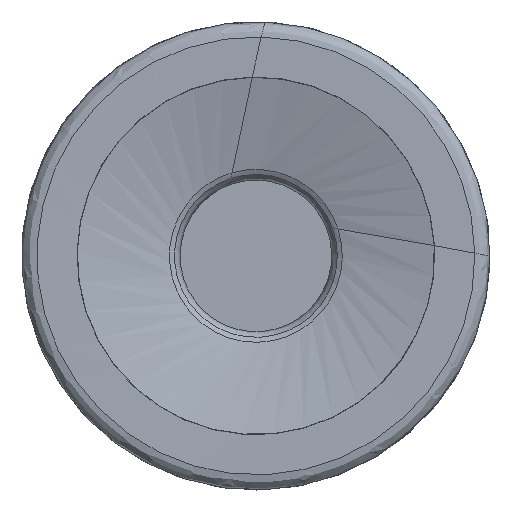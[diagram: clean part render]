
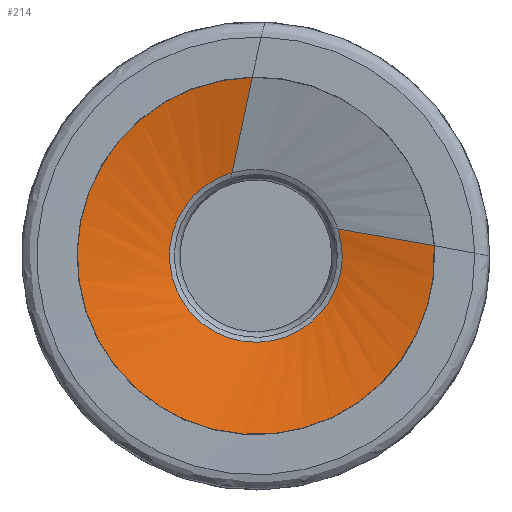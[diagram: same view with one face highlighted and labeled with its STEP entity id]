
A CAD part, left-side view. The second image highlights one B-rep face of the part: STEP entity #214.
In plain terms, the highlighted free-form (B-spline) face has degree [1, 3] with [2, 7] control points.
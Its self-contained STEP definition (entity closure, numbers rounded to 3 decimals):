
#42=LINE('',#1301,#62);
#43=LINE('',#1302,#63);
#62=VECTOR('',#932,1.);
#63=VECTOR('',#933,1.);
#82=(
BOUNDED_SURFACE()
B_SPLINE_SURFACE(1,3,((#1303,#1304,#1305,#1306,#1307,#1308,#1309),(#1310,
#1311,#1312,#1313,#1314,#1315,#1316)),.UNSPECIFIED.,.F.,.F.,.F.)
B_SPLINE_SURFACE_WITH_KNOTS((2,2),(4,3,4),(0.,1.),(0.,0.5,1.),
 .UNSPECIFIED.)
GEOMETRIC_REPRESENTATION_ITEM()
RATIONAL_B_SPLINE_SURFACE(((1.,0.583,0.583,1.,0.583,
0.583,1.),(1.,0.583,0.583,1.,0.583,
0.583,1.)))
REPRESENTATION_ITEM('')
SURFACE()
);
#148=FACE_OUTER_BOUND('',#332,.T.);
#214=ADVANCED_FACE('',(#148),#82,.F.);
#332=EDGE_LOOP('',(#434,#435,#436,#437));
#434=ORIENTED_EDGE('',*,*,#624,.F.);
#435=ORIENTED_EDGE('',*,*,#625,.F.);
#436=ORIENTED_EDGE('',*,*,#621,.T.);
#437=ORIENTED_EDGE('',*,*,#626,.F.);
#560=VERTEX_POINT('',#1266);
#561=VERTEX_POINT('',#1267);
#562=VERTEX_POINT('',#1299);
#563=VERTEX_POINT('',#1300);
#621=EDGE_CURVE('',#560,#561,#689,.T.);
#624=EDGE_CURVE('',#562,#563,#690,.T.);
#625=EDGE_CURVE('',#560,#562,#42,.T.);
#626=EDGE_CURVE('',#563,#561,#43,.T.);
#689=CIRCLE('',#769,2.215);
#690=CIRCLE('',#772,4.578);
#769=AXIS2_PLACEMENT_3D('',#1265,#924,#925);
#772=AXIS2_PLACEMENT_3D('',#1298,#930,#931);
#924=DIRECTION('',(1.,0.,0.));
#925=DIRECTION('',(0.,-0.951,0.31));
#930=DIRECTION('',(1.,0.,0.));
#931=DIRECTION('',(0.,-0.998,0.057));
#932=DIRECTION('',(-0.237,-0.957,-0.165));
#933=DIRECTION('',(0.237,0.2,-0.951));
#1265=CARTESIAN_POINT('',(0.639,0.,0.));
#1266=CARTESIAN_POINT('',(0.639,-2.106,0.687));
#1267=CARTESIAN_POINT('',(0.639,0.609,2.13));
#1298=CARTESIAN_POINT('',(0.028,0.,0.));
#1299=CARTESIAN_POINT('',(0.028,-4.571,0.263));
#1300=CARTESIAN_POINT('',(0.028,0.094,4.577));
#1301=CARTESIAN_POINT('',(0.639,-2.106,0.687));
#1302=CARTESIAN_POINT('',(0.639,0.609,2.13));
#1303=CARTESIAN_POINT('',(0.639,-2.106,0.687));
#1304=CARTESIAN_POINT('',(0.639,-2.835,-1.547));
#1305=CARTESIAN_POINT('',(0.639,-1.035,-3.059));
#1306=CARTESIAN_POINT('',(0.639,1.04,-1.956));
#1307=CARTESIAN_POINT('',(0.639,3.115,-0.853));
#1308=CARTESIAN_POINT('',(0.639,2.868,1.484));
#1309=CARTESIAN_POINT('',(0.639,0.609,2.13));
#1310=CARTESIAN_POINT('',(0.028,-4.571,0.263));
#1311=CARTESIAN_POINT('',(0.028,-4.849,-4.586));
#1312=CARTESIAN_POINT('',(0.028,-0.457,-6.659));
#1313=CARTESIAN_POINT('',(0.028,3.109,-3.361));
#1314=CARTESIAN_POINT('',(0.028,6.674,-0.063));
#1315=CARTESIAN_POINT('',(0.028,4.95,4.478));
#1316=CARTESIAN_POINT('',(0.028,0.094,4.577));
